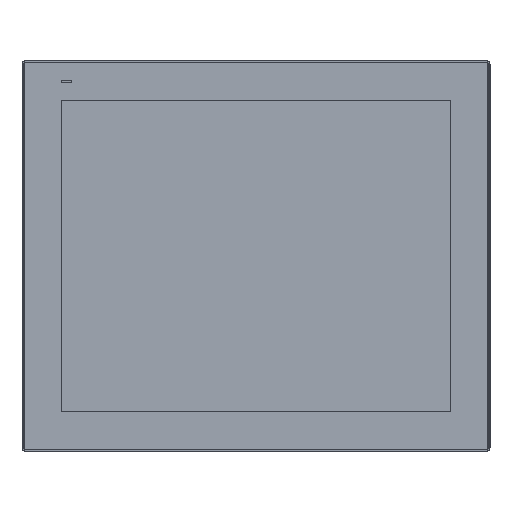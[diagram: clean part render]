
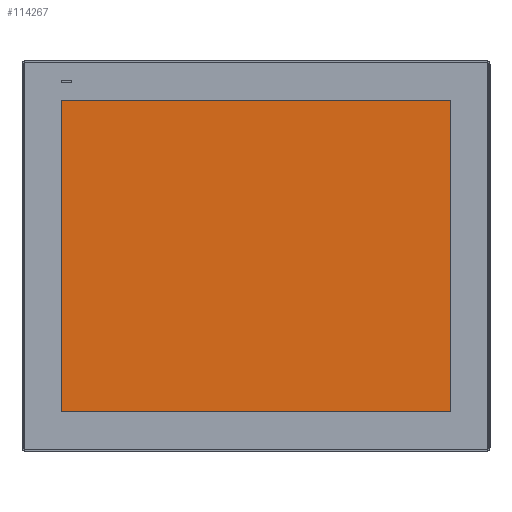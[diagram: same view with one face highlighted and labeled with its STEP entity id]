
A CAD part, front view. The second image highlights one B-rep face of the part: STEP entity #114267.
In plain terms, the highlighted planar face has unit normal (0, -1, 0).
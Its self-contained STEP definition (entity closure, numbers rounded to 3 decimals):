
#70 = VERTEX_POINT ( 'NONE', #188115 ) ;
#5028 = EDGE_CURVE ( 'NONE', #144408, #183026, #103277, .T. ) ;
#6719 = VECTOR ( 'NONE', #146478, 1000. ) ;
#13833 = CARTESIAN_POINT ( 'NONE',  ( -188.86, 0.01, 151.23 ) ) ;
#19301 = CARTESIAN_POINT ( 'NONE',  ( -188.86, 0.01, 151.23 ) ) ;
#35192 = AXIS2_PLACEMENT_3D ( 'NONE', #99353, #96544, #68848 ) ;
#49827 = ORIENTED_EDGE ( 'NONE', *, *, #5028, .T. ) ;
#51776 = CARTESIAN_POINT ( 'NONE',  ( 188.86, 0.01, 151.23 ) ) ;
#52692 = PLANE ( 'NONE',  #35192 ) ;
#53588 = CARTESIAN_POINT ( 'NONE',  ( -188.86, 0.01, -151.23 ) ) ;
#68848 = DIRECTION ( 'NONE',  ( 0., 0., -1. ) ) ;
#76976 = VECTOR ( 'NONE', #177195, 1000. ) ;
#77175 = VECTOR ( 'NONE', #184346, 1000. ) ;
#88251 = LINE ( 'NONE', #119723, #6719 ) ;
#89891 = DIRECTION ( 'NONE',  ( 0., 0., -1. ) ) ;
#96544 = DIRECTION ( 'NONE',  ( 0., -1., 0. ) ) ;
#98467 = ORIENTED_EDGE ( 'NONE', *, *, #143673, .T. ) ;
#99353 = CARTESIAN_POINT ( 'NONE',  ( 0., 0.01, 0. ) ) ;
#99750 = VECTOR ( 'NONE', #89891, 1000. ) ;
#103256 = VERTEX_POINT ( 'NONE', #118409 ) ;
#103277 = LINE ( 'NONE', #19301, #99750 ) ;
#106492 = LINE ( 'NONE', #132387, #76976 ) ;
#114267 = ADVANCED_FACE ( 'NONE', ( #126144 ), #52692, .T. ) ;
#118409 = CARTESIAN_POINT ( 'NONE',  ( 188.86, 0.01, -151.23 ) ) ;
#119723 = CARTESIAN_POINT ( 'NONE',  ( -188.86, 0.01, -151.23 ) ) ;
#120265 = EDGE_LOOP ( 'NONE', ( #49827, #180273, #98467, #167004 ) ) ;
#126144 = FACE_OUTER_BOUND ( 'NONE', #120265, .T. ) ;
#126186 = LINE ( 'NONE', #51776, #77175 ) ;
#132387 = CARTESIAN_POINT ( 'NONE',  ( -188.86, 0.01, 151.23 ) ) ;
#143673 = EDGE_CURVE ( 'NONE', #103256, #70, #126186, .T. ) ;
#144408 = VERTEX_POINT ( 'NONE', #13833 ) ;
#146478 = DIRECTION ( 'NONE',  ( 1., 0., 0. ) ) ;
#164493 = EDGE_CURVE ( 'NONE', #70, #144408, #106492, .T. ) ;
#167004 = ORIENTED_EDGE ( 'NONE', *, *, #164493, .T. ) ;
#177195 = DIRECTION ( 'NONE',  ( -1., 0., 0. ) ) ;
#180273 = ORIENTED_EDGE ( 'NONE', *, *, #182311, .T. ) ;
#182311 = EDGE_CURVE ( 'NONE', #183026, #103256, #88251, .T. ) ;
#183026 = VERTEX_POINT ( 'NONE', #53588 ) ;
#184346 = DIRECTION ( 'NONE',  ( 0., 0., 1. ) ) ;
#188115 = CARTESIAN_POINT ( 'NONE',  ( 188.86, 0.01, 151.23 ) ) ;
